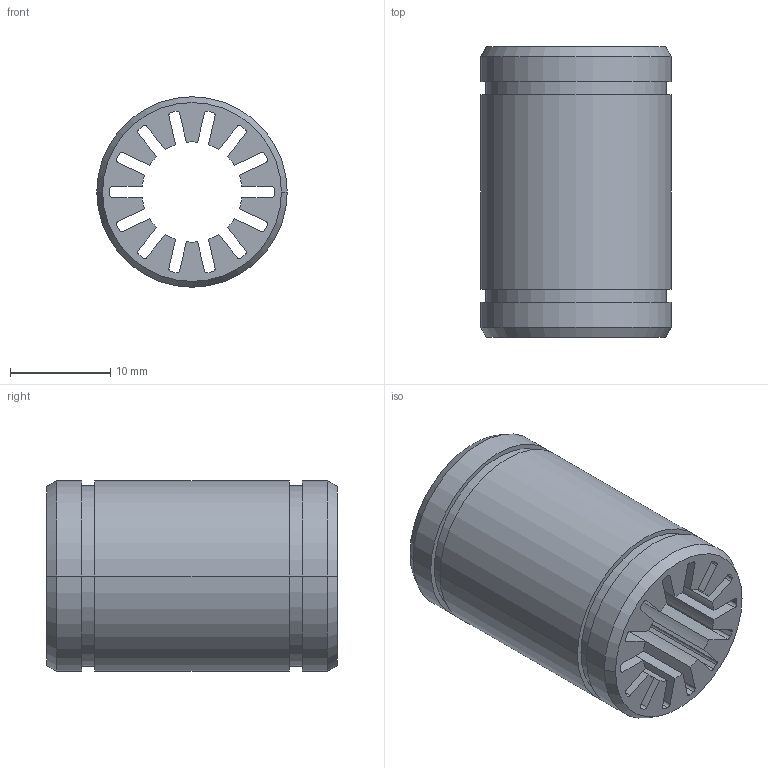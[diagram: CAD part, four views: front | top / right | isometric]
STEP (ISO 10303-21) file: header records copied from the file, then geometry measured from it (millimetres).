
FILE_DESCRIPTION(('STEP AP214'),'1');
FILE_NAME('cctmp_FD591829-2692-48BD-B0BF-0816040F7DE6_2018_12_7_16_30_31_272..stp','2018-12-07T15:30:31',('igus GmbH'),('CADClick - www.CADClick.com'),'Spatial InterOp 3D',' ','unknown authorization');
FILE_SCHEMA(('AUTOMOTIVE_DESIGN'));
Length unit declared in the file: millimetre
Products named in the file (1): 2018_12_07__16-30-31-272
Bounding box: 19 x 29 x 19 mm (x, y, z)
Volume: 4417.4 mm3; surface area: 5527.4 mm2
Topology: 1 solids, 1 shells, 104 faces, 290 edges, 192 vertices
Faces by surface type: cylinder 52, plane 48, cone 4
Entity records: 4230 total; most frequent: DIRECTION 608, CARTESIAN_POINT 587, ORIENTED_EDGE 580, EDGE_CURVE 290, AXIS2_PLACEMENT_3D 213, VERTEX_POINT 192, LINE 182, VECTOR 182
